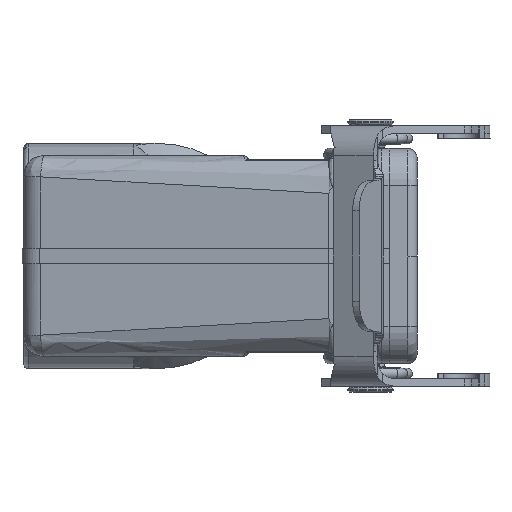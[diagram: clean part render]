
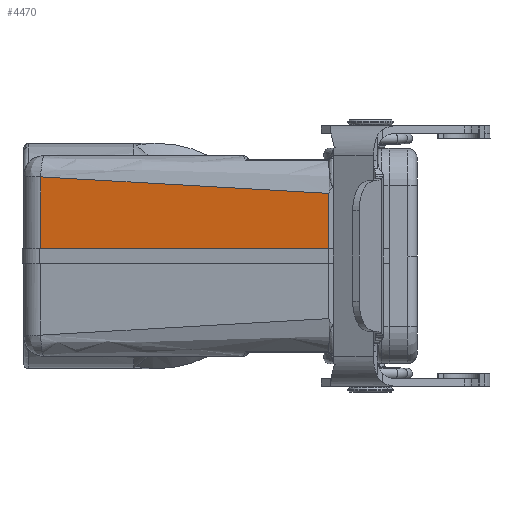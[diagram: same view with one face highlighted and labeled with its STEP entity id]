
A CAD part, left-side view. The second image highlights one B-rep face of the part: STEP entity #4470.
In plain terms, the highlighted planar face has unit normal (-0.99, 0.139, 0).
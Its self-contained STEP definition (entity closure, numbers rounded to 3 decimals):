
#1236=PLANE('',#19362);
#2160=LINE('',#30054,#3316);
#2186=LINE('',#30183,#3342);
#2187=LINE('',#30185,#3343);
#2188=LINE('',#30187,#3344);
#3316=VECTOR('',#21832,1.);
#3342=VECTOR('',#21878,1.);
#3343=VECTOR('',#21879,1.);
#3344=VECTOR('',#21880,1.);
#4470=ADVANCED_FACE('',(#5553),#1236,.T.);
#5553=FACE_OUTER_BOUND('',#6656,.T.);
#6656=EDGE_LOOP('',(#9685,#9686,#9687,#9688));
#9685=ORIENTED_EDGE('',*,*,#16282,.T.);
#9686=ORIENTED_EDGE('',*,*,#16240,.T.);
#9687=ORIENTED_EDGE('',*,*,#16283,.T.);
#9688=ORIENTED_EDGE('',*,*,#16284,.T.);
#14239=VERTEX_POINT('',#30053);
#14240=VERTEX_POINT('',#30055);
#14275=VERTEX_POINT('',#30184);
#14276=VERTEX_POINT('',#30186);
#16240=EDGE_CURVE('',#14240,#14239,#2160,.T.);
#16282=EDGE_CURVE('',#14275,#14240,#2186,.T.);
#16283=EDGE_CURVE('',#14239,#14276,#2187,.T.);
#16284=EDGE_CURVE('',#14276,#14275,#2188,.T.);
#19362=AXIS2_PLACEMENT_3D('',#30188,#21881,#21882);
#21832=DIRECTION('',(-0.139,-0.99,0.));
#21878=DIRECTION('',(0.,0.,-1.));
#21879=DIRECTION('',(0.,0.,1.));
#21880=DIRECTION('',(0.139,0.989,0.057));
#21881=DIRECTION('',(-0.99,0.139,0.));
#21882=DIRECTION('',(-0.139,-0.99,0.));
#30053=CARTESIAN_POINT('',(-48.769,-55.829,1.5));
#30054=CARTESIAN_POINT('',(-40.69,1.659,1.5));
#30055=CARTESIAN_POINT('',(-40.69,1.659,1.5));
#30183=CARTESIAN_POINT('',(-40.69,1.659,15.802));
#30184=CARTESIAN_POINT('',(-40.69,1.659,15.802));
#30185=CARTESIAN_POINT('',(-48.769,-55.829,-12.504));
#30186=CARTESIAN_POINT('',(-48.769,-55.829,12.504));
#30187=CARTESIAN_POINT('',(-48.769,-55.829,12.504));
#30188=CARTESIAN_POINT('',(-39.764,8.251,-16.802));
